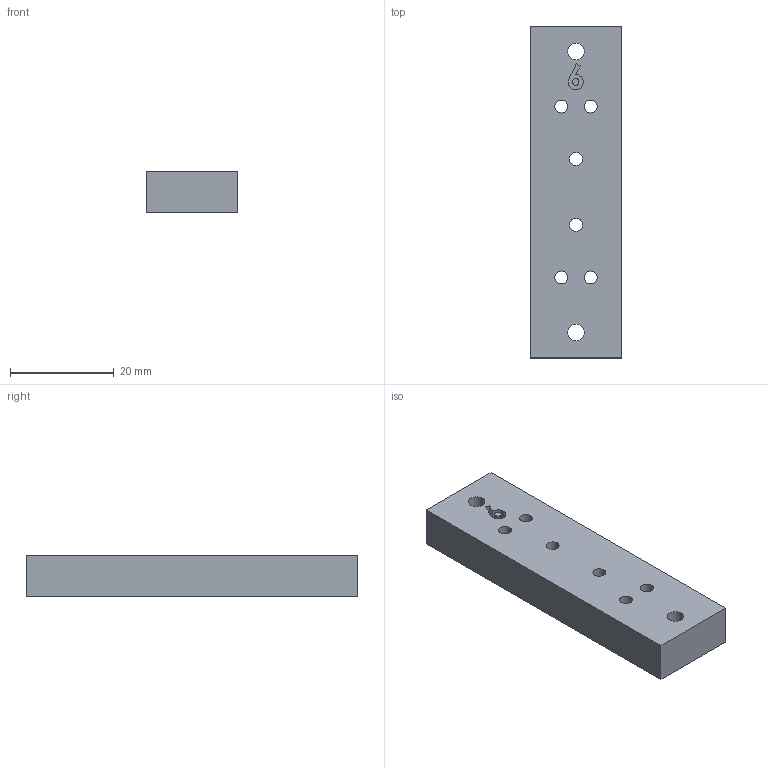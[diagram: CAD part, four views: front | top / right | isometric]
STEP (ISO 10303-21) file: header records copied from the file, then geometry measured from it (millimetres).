
FILE_DESCRIPTION (( 'STEP AP214' ), '1' );
FILE_NAME ('Valve Mount Module 6.STEP', '2025-09-19T19:24:22', ( '' ), ( '' ), 'SwSTEP 2.0', 'SolidWorks 2025', '' );
FILE_SCHEMA (( 'AUTOMOTIVE_DESIGN' ));
Length unit declared in the file: millimetre
Products named in the file (1): Valve Mount Module 6
Bounding box: 17.65 x 64 x 8 mm (x, y, z)
Volume: 8613.1 mm3; surface area: 4076.2 mm2
Topology: 1 solids, 1 shells, 41 faces, 105 edges, 70 vertices
Faces by surface type: cylinder 20, plane 13, bspline 8
Entity records: 1698 total; most frequent: CARTESIAN_POINT 657, ORIENTED_EDGE 210, DIRECTION 197, EDGE_CURVE 105, AXIS2_PLACEMENT_3D 74, VERTEX_POINT 70, EDGE_LOOP 61, VECTOR 49
